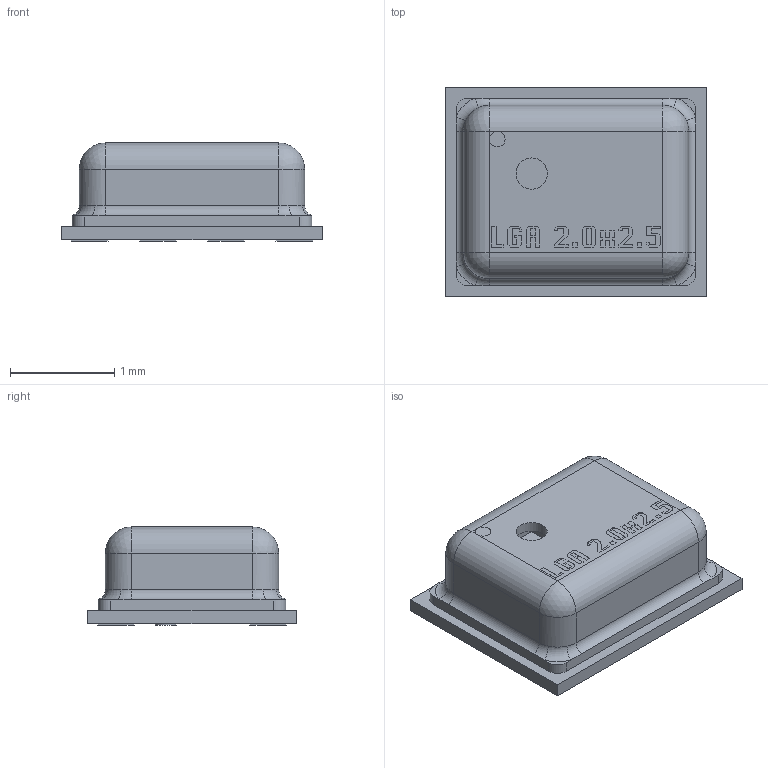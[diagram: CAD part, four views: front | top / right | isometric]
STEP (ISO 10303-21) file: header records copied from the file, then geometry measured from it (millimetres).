
FILE_DESCRIPTION(/* description */ ('model of Module_LGA_2.0x2.5_Bosch-BMP280'),/* implementation_level */ '2;1');
FILE_NAME(/* name */ 'Module_LGA_2.0x2.5_Bosch-BMP280.stp',/* time_stamp */ '2016-01-09T22:09:44',/* author */ ('Joan The Spark',''),/* organization */ (''),/* preprocessor_version */ '',/* originating_system */ '',/* authorisation */ '');
FILE_SCHEMA (('AUTOMOTIVE_DESIGN { 1 0 10303 214 3 1 1 }'));
Length unit declared in the file: millimetre
Products named in the file (1): Module_LGA_2.0x2.5_Bosch-BMP280
Bounding box: 2.5 x 2 x 0.94 mm (x, y, z)
Volume: 3.4 mm3; surface area: 17.2 mm2
Topology: 1 solids, 1 shells, 240 faces, 612 edges, 398 vertices
Faces by surface type: plane 205, cylinder 19, torus 12, sphere 4
Full cylindrical faces by diameter (mm): 0.15 x1, 0.2 x1, 0.3 x1
Entity records: 7405 total; most frequent: CARTESIAN_POINT 1286, ORIENTED_EDGE 1216, DIRECTION 1141, EDGE_CURVE 608, LINE 541, VECTOR 541, VERTEX_POINT 397, AXIS2_PLACEMENT_3D 300
